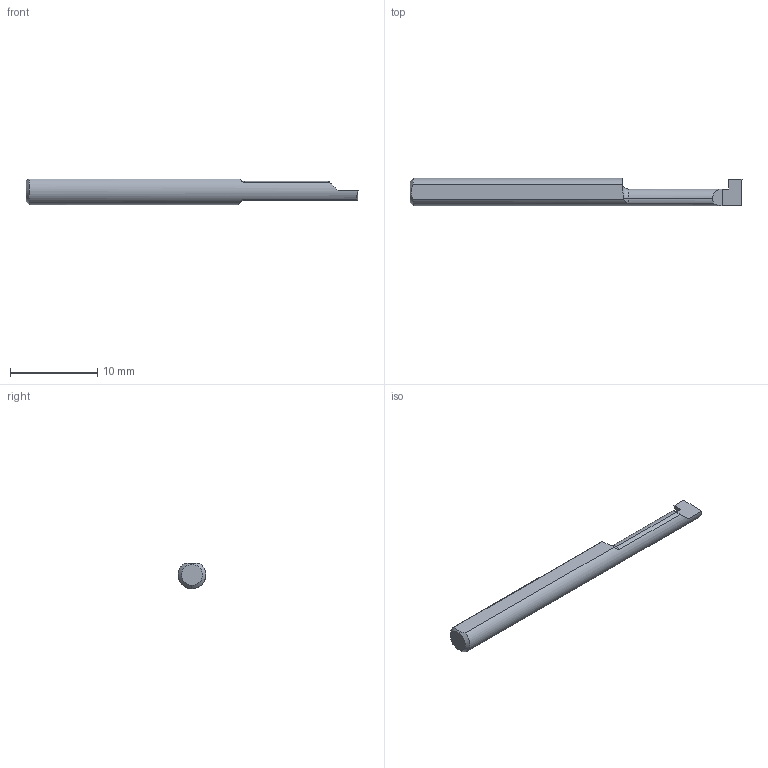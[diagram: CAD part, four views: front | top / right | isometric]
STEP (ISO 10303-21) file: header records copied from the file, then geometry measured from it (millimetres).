
FILE_DESCRIPTION (( 'STEP AP203' ), '1' );
FILE_NAME ('220578-GT061-8.STEP', '2024-07-17T22:20:59', ( '' ), ( '' ), 'SwSTEP 2.0', 'SolidWorks 2024', '' );
FILE_SCHEMA (( 'CONFIG_CONTROL_DESIGN' ));
Length unit declared in the file: inch
Products named in the file (1): 220578-GT061-8
Bounding box: 38.1 x 3.17 x 2.92 mm (x, y, z)
Volume: 228.7 mm3; surface area: 343.4 mm2
Topology: 1 solids, 1 shells, 20 faces, 51 edges, 33 vertices
Faces by surface type: plane 11, cylinder 4, torus 3, cone 2
Entity records: 705 total; most frequent: CARTESIAN_POINT 161, ORIENTED_EDGE 102, DIRECTION 91, EDGE_CURVE 51, VERTEX_POINT 33, AXIS2_PLACEMENT_3D 32, LINE 27, VECTOR 27
